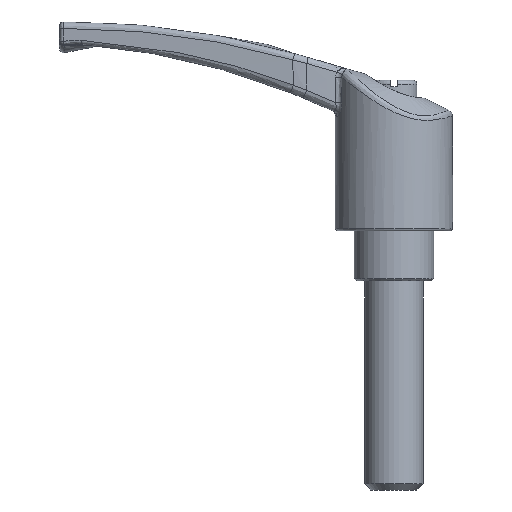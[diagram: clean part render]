
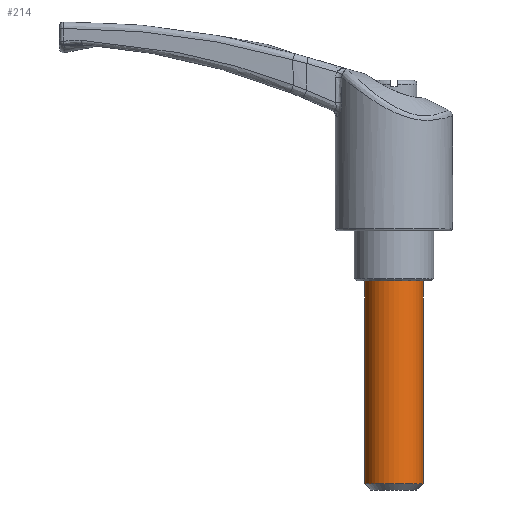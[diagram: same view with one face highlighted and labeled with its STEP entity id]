
A CAD part, left-side view. The second image highlights one B-rep face of the part: STEP entity #214.
In plain terms, the highlighted cylindrical face has radius 7 mm (diameter 14 mm), a full revolution.
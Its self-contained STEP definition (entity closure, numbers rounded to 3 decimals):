
#214 = ADVANCED_FACE( '', ( #440, #441 ), #442, .T. );
#440 = FACE_OUTER_BOUND( '', #5882, .T. );
#441 = FACE_OUTER_BOUND( '', #5883, .T. );
#442 = CYLINDRICAL_SURFACE( '', #5884, 7. );
#5882 = EDGE_LOOP( '', ( #6766 ) );
#5883 = EDGE_LOOP( '', ( #6767 ) );
#5884 = AXIS2_PLACEMENT_3D( '', #6768, #6769, #6770 );
#6766 = ORIENTED_EDGE( '', *, *, #6991, .T. );
#6767 = ORIENTED_EDGE( '', *, *, #6985, .T. );
#6768 = CARTESIAN_POINT( '', ( 0., 0., -62. ) );
#6769 = DIRECTION( '', ( 0., 0., -1. ) );
#6770 = DIRECTION( '', ( 1., 0., 0. ) );
#6985 = EDGE_CURVE( '', #7265, #7265, #7266, .T. );
#6991 = EDGE_CURVE( '', #7272, #7272, #7273, .F. );
#7265 = VERTEX_POINT( '', #10077 );
#7266 = CIRCLE( '', #10078, 7. );
#7272 = VERTEX_POINT( '', #10093 );
#7273 = CIRCLE( '', #10094, 7. );
#10077 = CARTESIAN_POINT( '', ( 7., 0., -12. ) );
#10078 = AXIS2_PLACEMENT_3D( '', #10261, #10262, #10263 );
#10093 = CARTESIAN_POINT( '', ( -7., 0., -60.5 ) );
#10094 = AXIS2_PLACEMENT_3D( '', #10264, #10265, #10266 );
#10261 = CARTESIAN_POINT( '', ( 0., 0., -12. ) );
#10262 = DIRECTION( '', ( 0., 0., -1. ) );
#10263 = DIRECTION( '', ( 1., 0., 0. ) );
#10264 = CARTESIAN_POINT( '', ( 0., 0., -60.5 ) );
#10265 = DIRECTION( '', ( 0., 0., -1. ) );
#10266 = DIRECTION( '', ( -1., 0., 0. ) );
